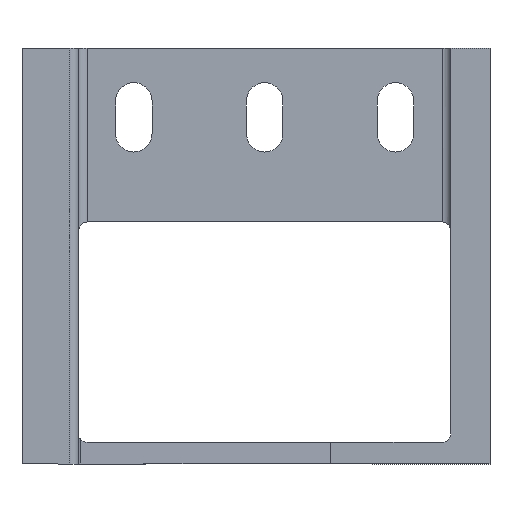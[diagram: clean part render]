
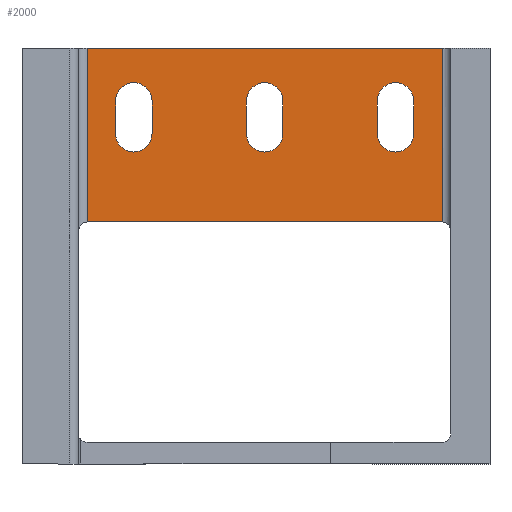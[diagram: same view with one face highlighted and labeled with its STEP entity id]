
A CAD part, front view. The second image highlights one B-rep face of the part: STEP entity #2000.
In plain terms, the highlighted planar face has unit normal (0, -1, 0).
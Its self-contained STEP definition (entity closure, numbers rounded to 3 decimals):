
#137=CIRCLE('',#2202,2.1);
#138=CIRCLE('',#2203,2.1);
#139=CIRCLE('',#2204,2.1);
#140=CIRCLE('',#2205,2.1);
#141=CIRCLE('',#2206,2.1);
#142=CIRCLE('',#2207,2.1);
#177=FACE_BOUND('',#374,.T.);
#178=FACE_BOUND('',#375,.T.);
#179=FACE_BOUND('',#376,.T.);
#249=FACE_OUTER_BOUND('',#373,.T.);
#373=EDGE_LOOP('',(#1646,#1647,#1648,#1649));
#374=EDGE_LOOP('',(#1650,#1651,#1652,#1653));
#375=EDGE_LOOP('',(#1654,#1655,#1656,#1657));
#376=EDGE_LOOP('',(#1658,#1659,#1660,#1661));
#440=LINE('',#2875,#637);
#575=LINE('',#3297,#772);
#576=LINE('',#3299,#773);
#577=LINE('',#3300,#774);
#578=LINE('',#3305,#775);
#579=LINE('',#3308,#776);
#580=LINE('',#3311,#777);
#581=LINE('',#3315,#778);
#582=LINE('',#3319,#779);
#583=LINE('',#3323,#780);
#637=VECTOR('',#2281,10.);
#772=VECTOR('',#2672,10.);
#773=VECTOR('',#2673,10.);
#774=VECTOR('',#2674,10.);
#775=VECTOR('',#2677,10.);
#776=VECTOR('',#2680,10.);
#777=VECTOR('',#2681,10.);
#778=VECTOR('',#2684,10.);
#779=VECTOR('',#2687,10.);
#780=VECTOR('',#2690,10.);
#837=VERTEX_POINT('',#2872);
#838=VERTEX_POINT('',#2874);
#997=VERTEX_POINT('',#3296);
#998=VERTEX_POINT('',#3298);
#999=VERTEX_POINT('',#3301);
#1000=VERTEX_POINT('',#3302);
#1001=VERTEX_POINT('',#3304);
#1002=VERTEX_POINT('',#3306);
#1003=VERTEX_POINT('',#3309);
#1004=VERTEX_POINT('',#3310);
#1005=VERTEX_POINT('',#3312);
#1006=VERTEX_POINT('',#3314);
#1007=VERTEX_POINT('',#3317);
#1008=VERTEX_POINT('',#3318);
#1009=VERTEX_POINT('',#3320);
#1010=VERTEX_POINT('',#3322);
#1031=EDGE_CURVE('',#838,#837,#440,.T.);
#1241=EDGE_CURVE('',#837,#997,#575,.T.);
#1242=EDGE_CURVE('',#997,#998,#576,.T.);
#1243=EDGE_CURVE('',#998,#838,#577,.T.);
#1244=EDGE_CURVE('',#999,#1000,#137,.T.);
#1245=EDGE_CURVE('',#1000,#1001,#578,.T.);
#1246=EDGE_CURVE('',#1001,#1002,#138,.T.);
#1247=EDGE_CURVE('',#1002,#999,#579,.T.);
#1248=EDGE_CURVE('',#1003,#1004,#580,.T.);
#1249=EDGE_CURVE('',#1004,#1005,#139,.T.);
#1250=EDGE_CURVE('',#1005,#1006,#581,.T.);
#1251=EDGE_CURVE('',#1006,#1003,#140,.T.);
#1252=EDGE_CURVE('',#1007,#1008,#582,.T.);
#1253=EDGE_CURVE('',#1008,#1009,#141,.T.);
#1254=EDGE_CURVE('',#1009,#1010,#583,.T.);
#1255=EDGE_CURVE('',#1010,#1007,#142,.T.);
#1646=ORIENTED_EDGE('',*,*,#1031,.T.);
#1647=ORIENTED_EDGE('',*,*,#1241,.T.);
#1648=ORIENTED_EDGE('',*,*,#1242,.T.);
#1649=ORIENTED_EDGE('',*,*,#1243,.T.);
#1650=ORIENTED_EDGE('',*,*,#1244,.T.);
#1651=ORIENTED_EDGE('',*,*,#1245,.T.);
#1652=ORIENTED_EDGE('',*,*,#1246,.T.);
#1653=ORIENTED_EDGE('',*,*,#1247,.T.);
#1654=ORIENTED_EDGE('',*,*,#1248,.T.);
#1655=ORIENTED_EDGE('',*,*,#1249,.T.);
#1656=ORIENTED_EDGE('',*,*,#1250,.T.);
#1657=ORIENTED_EDGE('',*,*,#1251,.T.);
#1658=ORIENTED_EDGE('',*,*,#1252,.T.);
#1659=ORIENTED_EDGE('',*,*,#1253,.T.);
#1660=ORIENTED_EDGE('',*,*,#1254,.T.);
#1661=ORIENTED_EDGE('',*,*,#1255,.T.);
#1924=PLANE('',#2201);
#2000=ADVANCED_FACE('',(#249,#177,#178,#179),#1924,.T.);
#2201=AXIS2_PLACEMENT_3D('',#3295,#2670,#2671);
#2202=AXIS2_PLACEMENT_3D('',#3303,#2675,#2676);
#2203=AXIS2_PLACEMENT_3D('',#3307,#2678,#2679);
#2204=AXIS2_PLACEMENT_3D('',#3313,#2682,#2683);
#2205=AXIS2_PLACEMENT_3D('',#3316,#2685,#2686);
#2206=AXIS2_PLACEMENT_3D('',#3321,#2688,#2689);
#2207=AXIS2_PLACEMENT_3D('',#3324,#2691,#2692);
#2281=DIRECTION('',(1.,0.,0.));
#2670=DIRECTION('center_axis',(0.,-1.,0.));
#2671=DIRECTION('ref_axis',(0.,0.,-1.));
#2672=DIRECTION('',(0.,0.,1.));
#2673=DIRECTION('',(-1.,0.,0.));
#2674=DIRECTION('',(0.,0.,-1.));
#2675=DIRECTION('center_axis',(0.,1.,0.));
#2676=DIRECTION('ref_axis',(-1.,0.,0.));
#2677=DIRECTION('',(0.,0.,-1.));
#2678=DIRECTION('center_axis',(0.,1.,0.));
#2679=DIRECTION('ref_axis',(1.,0.,0.));
#2680=DIRECTION('',(0.,0.,1.));
#2681=DIRECTION('',(0.,0.,1.));
#2682=DIRECTION('center_axis',(0.,1.,0.));
#2683=DIRECTION('ref_axis',(-1.,0.,0.));
#2684=DIRECTION('',(0.,0.,-1.));
#2685=DIRECTION('center_axis',(0.,1.,0.));
#2686=DIRECTION('ref_axis',(1.,0.,0.));
#2687=DIRECTION('',(0.,0.,1.));
#2688=DIRECTION('center_axis',(0.,1.,0.));
#2689=DIRECTION('ref_axis',(-1.,0.,0.));
#2690=DIRECTION('',(0.,0.,-1.));
#2691=DIRECTION('center_axis',(0.,1.,0.));
#2692=DIRECTION('ref_axis',(1.,0.,0.));
#2872=CARTESIAN_POINT('',(20.5,96.,25.423));
#2874=CARTESIAN_POINT('',(-20.5,96.,25.423));
#2875=CARTESIAN_POINT('',(-14.,96.,25.423));
#3295=CARTESIAN_POINT('Origin',(0.,96.,21.5));
#3296=CARTESIAN_POINT('',(20.5,96.,45.5));
#3297=CARTESIAN_POINT('',(20.5,96.,10.75));
#3298=CARTESIAN_POINT('',(-20.5,96.,45.5));
#3299=CARTESIAN_POINT('',(24.,96.,45.5));
#3300=CARTESIAN_POINT('',(-20.5,96.,10.75));
#3301=CARTESIAN_POINT('',(13.,96.,39.4));
#3302=CARTESIAN_POINT('',(17.2,96.,39.4));
#3303=CARTESIAN_POINT('Origin',(15.1,96.,39.4));
#3304=CARTESIAN_POINT('',(17.2,96.,35.6));
#3305=CARTESIAN_POINT('',(17.2,96.,28.55));
#3306=CARTESIAN_POINT('',(13.,96.,35.6));
#3307=CARTESIAN_POINT('Origin',(15.1,96.,35.6));
#3308=CARTESIAN_POINT('',(13.,96.,30.45));
#3309=CARTESIAN_POINT('',(-2.1,96.,35.6));
#3310=CARTESIAN_POINT('',(-2.1,96.,39.4));
#3311=CARTESIAN_POINT('',(-2.1,96.,30.45));
#3312=CARTESIAN_POINT('',(2.1,96.,39.4));
#3313=CARTESIAN_POINT('Origin',(0.,96.,39.4));
#3314=CARTESIAN_POINT('',(2.1,96.,35.6));
#3315=CARTESIAN_POINT('',(2.1,96.,28.55));
#3316=CARTESIAN_POINT('Origin',(0.,96.,35.6));
#3317=CARTESIAN_POINT('',(-17.2,96.,35.6));
#3318=CARTESIAN_POINT('',(-17.2,96.,39.4));
#3319=CARTESIAN_POINT('',(-17.2,96.,30.45));
#3320=CARTESIAN_POINT('',(-13.,96.,39.4));
#3321=CARTESIAN_POINT('Origin',(-15.1,96.,39.4));
#3322=CARTESIAN_POINT('',(-13.,96.,35.6));
#3323=CARTESIAN_POINT('',(-13.,96.,28.55));
#3324=CARTESIAN_POINT('Origin',(-15.1,96.,35.6));
